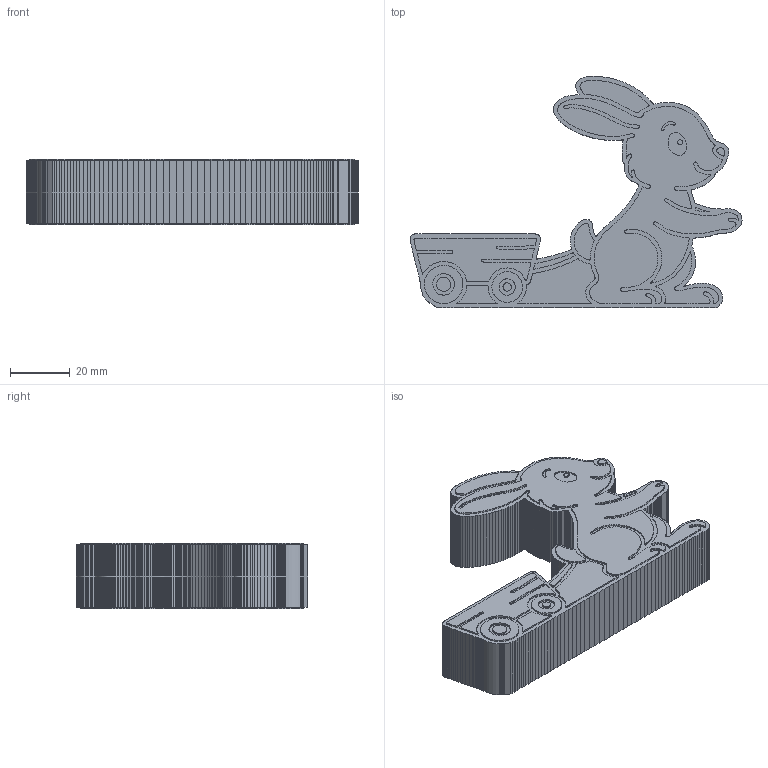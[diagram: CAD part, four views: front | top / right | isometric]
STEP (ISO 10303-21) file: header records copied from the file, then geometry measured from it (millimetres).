
FILE_DESCRIPTION(/* description */ ('','CAx-IF Rec.Pracs.---Representation and Presentation of Product Manufacturing Information (PMI)---4.0---2014-10-13'),/* implementation_level */ '2;1');
FILE_NAME(/* name */ 'PhoneHolder-Rabbit.step',/* time_stamp */ '2025-04-05T17:22:34+08:00',/* author */ (''),/* organization */ (''),/* preprocessor_version */ 'ST-DEVELOPER v20',/* originating_system */ 'Autodesk Translation Framework v13.20.0.188',/* authorisation */ '');
FILE_SCHEMA (('AP242_MANAGED_MODEL_BASED_3D_ENGINEERING_MIM_LF { 1 0 10303 442 1 1 4 }'));
Length unit declared in the file: millimetre
Products named in the file (1): Rabbit
Bounding box: 111.45 x 77.64 x 22 mm (x, y, z)
Volume: 88801.6 mm3; surface area: 18770.5 mm2
Topology: 1 solids, 1 shells, 5628 faces, 16758 edges, 11172 vertices
Faces by surface type: plane 5568, cylinder 60
Entity records: 184915 total; most frequent: CARTESIAN_POINT 33559, ORIENTED_EDGE 33516, DIRECTION 28136, EDGE_CURVE 16758, LINE 16638, VECTOR 16638, VERTEX_POINT 11172, AXIS2_PLACEMENT_3D 5749
